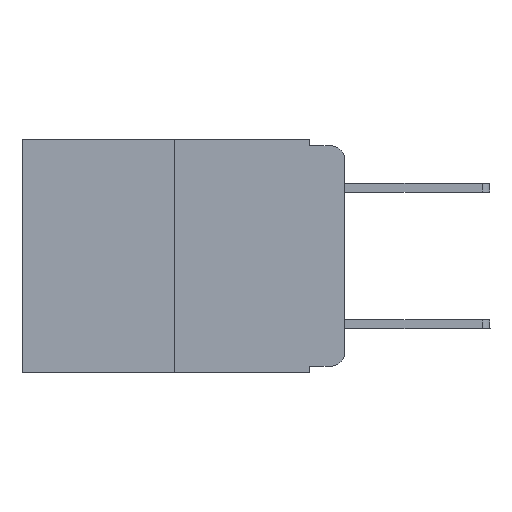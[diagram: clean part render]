
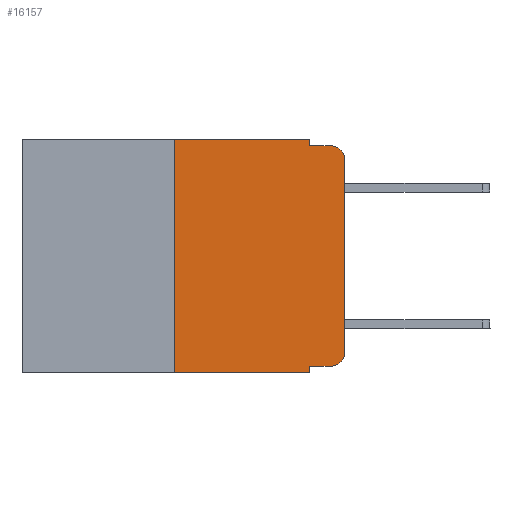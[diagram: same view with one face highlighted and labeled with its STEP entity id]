
A CAD part, left-side view. The second image highlights one B-rep face of the part: STEP entity #16157.
In plain terms, the highlighted planar face has unit normal (-1, 0, 0).
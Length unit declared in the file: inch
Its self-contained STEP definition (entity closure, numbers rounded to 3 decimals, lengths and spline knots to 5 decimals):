
#24 = ORIENTED_EDGE ( 'NONE', *, *, #5005, .T. ) ;
#404 = CARTESIAN_POINT ( 'NONE',  ( 0., 0.25, 0. ) ) ;
#465 = CIRCLE ( 'NONE', #4402, 0.02 ) ;
#584 = ORIENTED_EDGE ( 'NONE', *, *, #2744, .F. ) ;
#1548 = VERTEX_POINT ( 'NONE', #6556 ) ;
#2145 = EDGE_CURVE ( 'NONE', #9794, #8420, #9841, .T. ) ;
#2175 = LINE ( 'NONE', #12198, #13513 ) ;
#2190 = VECTOR ( 'NONE', #17182, 39.37008 ) ;
#2466 = CARTESIAN_POINT ( 'NONE',  ( 0., 0.02, -0.03 ) ) ;
#2744 = EDGE_CURVE ( 'NONE', #24086, #8704, #10829, .T. ) ;
#2956 = VERTEX_POINT ( 'NONE', #9045 ) ;
#3258 = CARTESIAN_POINT ( 'NONE',  ( 0., 0.051, 0. ) ) ;
#3332 = CARTESIAN_POINT ( 'NONE',  ( 0., 0., -0.313 ) ) ;
#3429 = CARTESIAN_POINT ( 'NONE',  ( 0., 0.051, -0.333 ) ) ;
#4402 = AXIS2_PLACEMENT_3D ( 'NONE', #9846, #7224, #24141 ) ;
#4428 = CARTESIAN_POINT ( 'NONE',  ( 0., 0.473, 0. ) ) ;
#5005 = EDGE_CURVE ( 'NONE', #16810, #2956, #12972, .T. ) ;
#5543 = VERTEX_POINT ( 'NONE', #3332 ) ;
#6036 = CARTESIAN_POINT ( 'NONE',  ( 0., 0.051, 0. ) ) ;
#6372 = LINE ( 'NONE', #4428, #11178 ) ;
#6556 = CARTESIAN_POINT ( 'NONE',  ( 0., 0.02, -0.01 ) ) ;
#6596 = LINE ( 'NONE', #17112, #22948 ) ;
#6922 = VECTOR ( 'NONE', #8238, 39.37008 ) ;
#6977 = DIRECTION ( 'NONE',  ( 0., 0., -1. ) ) ;
#7008 = DIRECTION ( 'NONE',  ( 0., 0., 1. ) ) ;
#7224 = DIRECTION ( 'NONE',  ( -1., 0., 0. ) ) ;
#8025 = ORIENTED_EDGE ( 'NONE', *, *, #13956, .F. ) ;
#8236 = DIRECTION ( 'NONE',  ( 0., 0., 1. ) ) ;
#8238 = DIRECTION ( 'NONE',  ( 0., 0., -1. ) ) ;
#8324 = VERTEX_POINT ( 'NONE', #8795 ) ;
#8420 = VERTEX_POINT ( 'NONE', #13429 ) ;
#8702 = EDGE_LOOP ( 'NONE', ( #16624, #21835, #23121, #584, #11919, #24758, #24, #8025, #17089, #24333 ) ) ;
#8704 = VERTEX_POINT ( 'NONE', #16780 ) ;
#8795 = CARTESIAN_POINT ( 'NONE',  ( 0., 0., -0.03 ) ) ;
#9045 = CARTESIAN_POINT ( 'NONE',  ( 0., 0.051, -0.343 ) ) ;
#9449 = LINE ( 'NONE', #3258, #16892 ) ;
#9470 = VERTEX_POINT ( 'NONE', #404 ) ;
#9794 = VERTEX_POINT ( 'NONE', #3429 ) ;
#9841 = LINE ( 'NONE', #17850, #23269 ) ;
#9846 = CARTESIAN_POINT ( 'NONE',  ( 0., 0.02, -0.313 ) ) ;
#10829 = LINE ( 'NONE', #6036, #6922 ) ;
#11027 = DIRECTION ( 'NONE',  ( 0., -1., 0. ) ) ;
#11178 = VECTOR ( 'NONE', #11027, 39.37008 ) ;
#11437 = CARTESIAN_POINT ( 'NONE',  ( 0., 0.051, -0.01 ) ) ;
#11919 = ORIENTED_EDGE ( 'NONE', *, *, #26029, .F. ) ;
#12198 = CARTESIAN_POINT ( 'NONE',  ( 0., 0.25, 0. ) ) ;
#12972 = LINE ( 'NONE', #21255, #2190 ) ;
#12998 = EDGE_CURVE ( 'NONE', #5543, #8324, #6596, .T. ) ;
#13429 = CARTESIAN_POINT ( 'NONE',  ( 0., 0.02, -0.333 ) ) ;
#13461 = PLANE ( 'NONE',  #19535 ) ;
#13513 = VECTOR ( 'NONE', #8236, 39.37008 ) ;
#13597 = DIRECTION ( 'NONE',  ( 1., 0., 0. ) ) ;
#13956 = EDGE_CURVE ( 'NONE', #9794, #2956, #9449, .T. ) ;
#15657 = CARTESIAN_POINT ( 'NONE',  ( 0., 0.051, 0. ) ) ;
#16157 = ADVANCED_FACE ( 'NONE', ( #19834 ), #13461, .F. ) ;
#16183 = DIRECTION ( 'NONE',  ( 0., -1., 0. ) ) ;
#16624 = ORIENTED_EDGE ( 'NONE', *, *, #12998, .T. ) ;
#16725 = VECTOR ( 'NONE', #16183, 39.37008 ) ;
#16780 = CARTESIAN_POINT ( 'NONE',  ( 0., 0.051, -0.01 ) ) ;
#16810 = VERTEX_POINT ( 'NONE', #20209 ) ;
#16892 = VECTOR ( 'NONE', #23875, 39.37008 ) ;
#17089 = ORIENTED_EDGE ( 'NONE', *, *, #2145, .T. ) ;
#17112 = CARTESIAN_POINT ( 'NONE',  ( 0., 0., 0. ) ) ;
#17182 = DIRECTION ( 'NONE',  ( 0., -1., 0. ) ) ;
#17228 = DIRECTION ( 'NONE',  ( -1., 0., 0. ) ) ;
#17678 = DIRECTION ( 'NONE',  ( 0., 0., -1. ) ) ;
#17706 = LINE ( 'NONE', #11437, #16725 ) ;
#17850 = CARTESIAN_POINT ( 'NONE',  ( 0., 0.051, -0.333 ) ) ;
#18322 = EDGE_CURVE ( 'NONE', #16810, #9470, #2175, .T. ) ;
#19406 = CARTESIAN_POINT ( 'NONE',  ( 0., 0.473, 0. ) ) ;
#19535 = AXIS2_PLACEMENT_3D ( 'NONE', #19406, #13597, #17678 ) ;
#19834 = FACE_OUTER_BOUND ( 'NONE', #8702, .T. ) ;
#20209 = CARTESIAN_POINT ( 'NONE',  ( 0., 0.25, -0.343 ) ) ;
#20348 = EDGE_CURVE ( 'NONE', #8420, #5543, #465, .T. ) ;
#21255 = CARTESIAN_POINT ( 'NONE',  ( 0., 0.473, -0.343 ) ) ;
#21835 = ORIENTED_EDGE ( 'NONE', *, *, #26550, .T. ) ;
#22191 = DIRECTION ( 'NONE',  ( 0., -1., 0. ) ) ;
#22647 = EDGE_CURVE ( 'NONE', #8704, #1548, #17706, .T. ) ;
#22948 = VECTOR ( 'NONE', #7008, 39.37008 ) ;
#23121 = ORIENTED_EDGE ( 'NONE', *, *, #22647, .F. ) ;
#23269 = VECTOR ( 'NONE', #22191, 39.37008 ) ;
#23875 = DIRECTION ( 'NONE',  ( 0., 0., -1. ) ) ;
#24086 = VERTEX_POINT ( 'NONE', #15657 ) ;
#24141 = DIRECTION ( 'NONE',  ( 0., 0., -1. ) ) ;
#24333 = ORIENTED_EDGE ( 'NONE', *, *, #20348, .T. ) ;
#24758 = ORIENTED_EDGE ( 'NONE', *, *, #18322, .F. ) ;
#25640 = CIRCLE ( 'NONE', #26961, 0.02 ) ;
#26029 = EDGE_CURVE ( 'NONE', #9470, #24086, #6372, .T. ) ;
#26550 = EDGE_CURVE ( 'NONE', #8324, #1548, #25640, .T. ) ;
#26961 = AXIS2_PLACEMENT_3D ( 'NONE', #2466, #17228, #6977 ) ;
